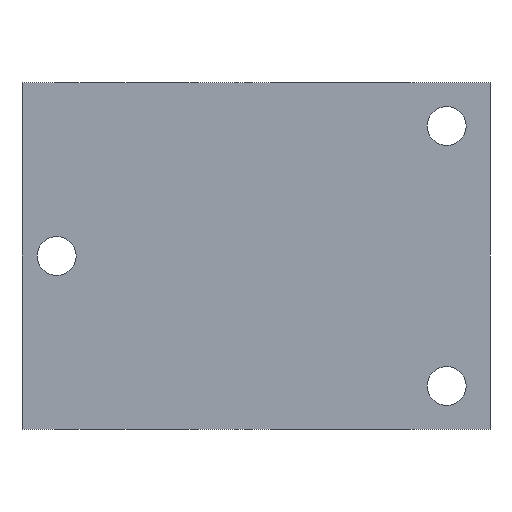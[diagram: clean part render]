
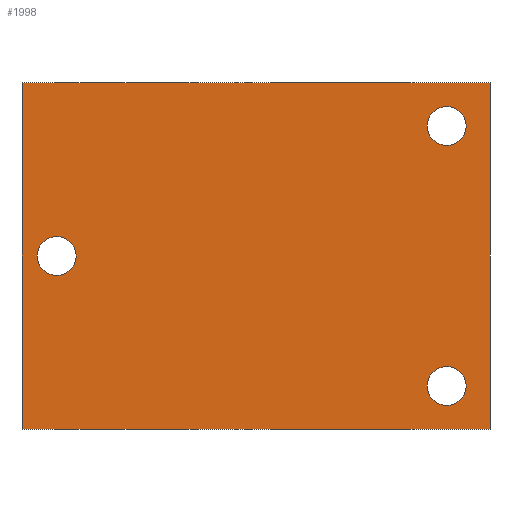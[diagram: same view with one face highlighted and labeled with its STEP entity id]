
A CAD part, front view. The second image highlights one B-rep face of the part: STEP entity #1998.
In plain terms, the highlighted planar face has unit normal (0, -1, 0).
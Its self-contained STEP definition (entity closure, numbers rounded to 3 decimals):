
#1=DIRECTION('',(1.,0.,0.));
#2=VECTOR('',#1,108.);
#3=CARTESIAN_POINT('',(0.,-24.,0.));
#4=LINE('',#3,#2);
#5=DIRECTION('',(0.,0.,-1.));
#6=VECTOR('',#5,80.);
#7=CARTESIAN_POINT('',(108.,-24.,0.));
#8=LINE('',#7,#6);
#9=DIRECTION('',(-1.,0.,0.));
#10=VECTOR('',#9,108.);
#11=CARTESIAN_POINT('',(108.,-24.,-80.));
#12=LINE('',#11,#10);
#13=DIRECTION('',(0.,0.,1.));
#14=VECTOR('',#13,80.);
#15=CARTESIAN_POINT('',(0.,-24.,-80.));
#16=LINE('',#15,#14);
#17=CARTESIAN_POINT('',(98.,-24.,-10.));
#18=DIRECTION('',(0.,-1.,0.));
#19=DIRECTION('',(1.,0.,0.));
#20=AXIS2_PLACEMENT_3D('',#17,#18,#19);
#22=CARTESIAN_POINT('',(98.,-24.,-10.));
#23=DIRECTION('',(0.,-1.,0.));
#24=DIRECTION('',(-1.,0.,0.));
#25=AXIS2_PLACEMENT_3D('',#22,#23,#24);
#27=CARTESIAN_POINT('',(98.,-24.,-70.));
#28=DIRECTION('',(0.,1.,0.));
#29=DIRECTION('',(1.,0.,0.));
#30=AXIS2_PLACEMENT_3D('',#27,#28,#29);
#32=CARTESIAN_POINT('',(98.,-24.,-70.));
#33=DIRECTION('',(0.,1.,0.));
#34=DIRECTION('',(-1.,0.,0.));
#35=AXIS2_PLACEMENT_3D('',#32,#33,#34);
#37=CARTESIAN_POINT('',(8.,-24.,-40.));
#38=DIRECTION('',(0.,-1.,0.));
#39=DIRECTION('',(1.,0.,0.));
#40=AXIS2_PLACEMENT_3D('',#37,#38,#39);
#42=CARTESIAN_POINT('',(8.,-24.,-40.));
#43=DIRECTION('',(0.,-1.,0.));
#44=DIRECTION('',(-1.,0.,0.));
#45=AXIS2_PLACEMENT_3D('',#42,#43,#44);
#1813=CARTESIAN_POINT('',(0.,-24.,0.));
#1814=CARTESIAN_POINT('',(108.,-24.,0.));
#1815=VERTEX_POINT('',#1813);
#1816=VERTEX_POINT('',#1814);
#1817=CARTESIAN_POINT('',(108.,-24.,-80.));
#1818=VERTEX_POINT('',#1817);
#1819=CARTESIAN_POINT('',(0.,-24.,-80.));
#1820=VERTEX_POINT('',#1819);
#1941=CARTESIAN_POINT('',(102.5,-24.,-10.));
#1942=CARTESIAN_POINT('',(93.5,-24.,-10.));
#1943=VERTEX_POINT('',#1941);
#1944=VERTEX_POINT('',#1942);
#1950=CARTESIAN_POINT('',(102.5,-24.,-70.));
#1952=VERTEX_POINT('',#1950);
#1954=CARTESIAN_POINT('',(93.5,-24.,-70.));
#1956=VERTEX_POINT('',#1954);
#1957=CARTESIAN_POINT('',(12.5,-24.,-40.));
#1958=CARTESIAN_POINT('',(3.5,-24.,-40.));
#1959=VERTEX_POINT('',#1957);
#1960=VERTEX_POINT('',#1958);
#1965=CARTESIAN_POINT('',(0.,-24.,0.));
#1966=DIRECTION('',(0.,1.,0.));
#1967=DIRECTION('',(1.,0.,0.));
#1968=AXIS2_PLACEMENT_3D('',#1965,#1966,#1967);
#1969=PLANE('',#1968);
#1971=ORIENTED_EDGE('',*,*,#1970,.T.);
#1973=ORIENTED_EDGE('',*,*,#1972,.T.);
#1975=ORIENTED_EDGE('',*,*,#1974,.T.);
#1977=ORIENTED_EDGE('',*,*,#1976,.T.);
#1978=EDGE_LOOP('',(#1971,#1973,#1975,#1977));
#1979=FACE_OUTER_BOUND('',#1978,.F.);
#1981=ORIENTED_EDGE('',*,*,#1980,.T.);
#1983=ORIENTED_EDGE('',*,*,#1982,.T.);
#1984=EDGE_LOOP('',(#1981,#1983));
#1985=FACE_BOUND('',#1984,.F.);
#1987=ORIENTED_EDGE('',*,*,#1986,.F.);
#1989=ORIENTED_EDGE('',*,*,#1988,.F.);
#1990=EDGE_LOOP('',(#1987,#1989));
#1991=FACE_BOUND('',#1990,.F.);
#1993=ORIENTED_EDGE('',*,*,#1992,.T.);
#1995=ORIENTED_EDGE('',*,*,#1994,.T.);
#1996=EDGE_LOOP('',(#1993,#1995));
#1997=FACE_BOUND('',#1996,.F.);
#21=CIRCLE('',#20,4.5);
#26=CIRCLE('',#25,4.5);
#31=CIRCLE('',#30,4.5);
#36=CIRCLE('',#35,4.5);
#41=CIRCLE('',#40,4.5);
#46=CIRCLE('',#45,4.5);
#1970=EDGE_CURVE('',#1815,#1816,#4,.T.);
#1972=EDGE_CURVE('',#1816,#1818,#8,.T.);
#1974=EDGE_CURVE('',#1818,#1820,#12,.T.);
#1976=EDGE_CURVE('',#1820,#1815,#16,.T.);
#1980=EDGE_CURVE('',#1943,#1944,#21,.T.);
#1982=EDGE_CURVE('',#1944,#1943,#26,.T.);
#1986=EDGE_CURVE('',#1952,#1956,#31,.T.);
#1988=EDGE_CURVE('',#1956,#1952,#36,.T.);
#1992=EDGE_CURVE('',#1959,#1960,#41,.T.);
#1994=EDGE_CURVE('',#1960,#1959,#46,.T.);
#1998=ADVANCED_FACE('',(#1979,#1985,#1991,#1997),#1969,.F.);
